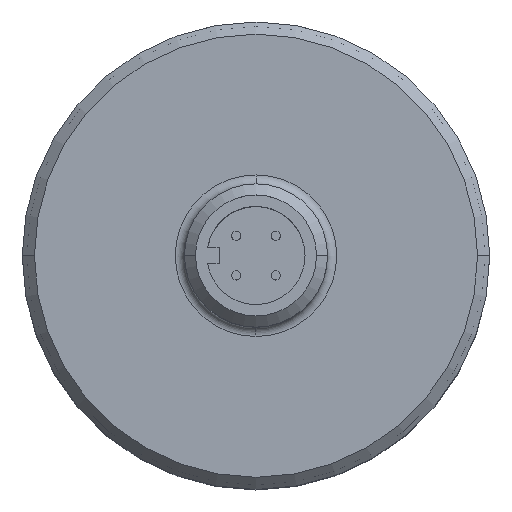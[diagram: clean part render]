
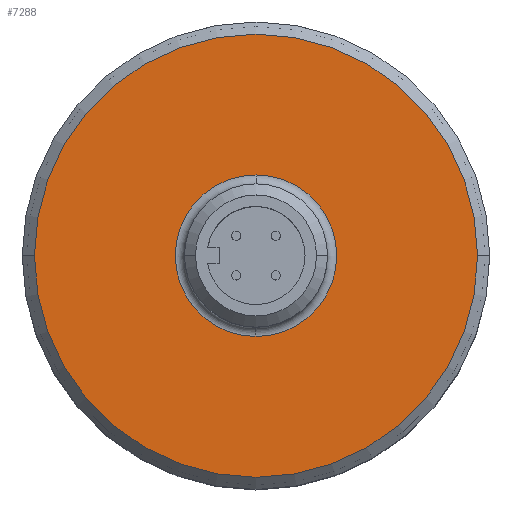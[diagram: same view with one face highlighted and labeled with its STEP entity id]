
A CAD part, top view. The second image highlights one B-rep face of the part: STEP entity #7288.
In plain terms, the highlighted planar face has unit normal (0, 0, 1).
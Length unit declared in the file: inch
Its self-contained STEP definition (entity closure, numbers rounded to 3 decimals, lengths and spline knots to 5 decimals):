
#166=CARTESIAN_POINT('',(0.,0.,9.874));
#167=DIRECTION('',(0.,0.,-1.));
#168=DIRECTION('',(1.,0.,0.));
#169=AXIS2_PLACEMENT_3D('',#166,#167,#168);
#171=CARTESIAN_POINT('',(0.,0.,9.874));
#172=DIRECTION('',(0.,0.,-1.));
#173=DIRECTION('',(-1.,0.,0.));
#174=AXIS2_PLACEMENT_3D('',#171,#172,#173);
#176=CARTESIAN_POINT('',(0.,0.,9.874));
#177=DIRECTION('',(0.,0.,1.));
#178=DIRECTION('',(0.,-1.,0.));
#179=AXIS2_PLACEMENT_3D('',#176,#177,#178);
#181=CARTESIAN_POINT('',(0.,0.,9.874));
#182=DIRECTION('',(0.,0.,1.));
#183=DIRECTION('',(0.,1.,0.));
#184=AXIS2_PLACEMENT_3D('',#181,#182,#183);
#6764=CARTESIAN_POINT('',(0.,-0.265,9.874));
#6765=CARTESIAN_POINT('',(0.,0.265,9.874));
#6766=VERTEX_POINT('',#6764);
#6767=VERTEX_POINT('',#6765);
#6776=CARTESIAN_POINT('',(0.727,0.,9.874));
#6777=CARTESIAN_POINT('',(-0.727,0.,9.874));
#6778=VERTEX_POINT('',#6776);
#6779=VERTEX_POINT('',#6777);
#7272=CARTESIAN_POINT('',(0.,0.,9.874));
#7273=DIRECTION('',(0.,0.,-1.));
#7274=DIRECTION('',(0.,1.,0.));
#7275=AXIS2_PLACEMENT_3D('',#7272,#7273,#7274);
#7276=PLANE('',#7275);
#7278=ORIENTED_EDGE('',*,*,#7277,.T.);
#7280=ORIENTED_EDGE('',*,*,#7279,.T.);
#7281=EDGE_LOOP('',(#7278,#7280));
#7282=FACE_OUTER_BOUND('',#7281,.F.);
#7284=ORIENTED_EDGE('',*,*,#7283,.T.);
#7285=ORIENTED_EDGE('',*,*,#7262,.T.);
#7286=EDGE_LOOP('',(#7284,#7285));
#7287=FACE_BOUND('',#7286,.F.);
#7288=ADVANCED_FACE('',(#7282,#7287),#7276,.F.);
#170=CIRCLE('',#169,0.727);
#175=CIRCLE('',#174,0.727);
#180=CIRCLE('',#179,0.265);
#185=CIRCLE('',#184,0.265);
#7262=EDGE_CURVE('',#6767,#6766,#185,.T.);
#7277=EDGE_CURVE('',#6778,#6779,#170,.T.);
#7279=EDGE_CURVE('',#6779,#6778,#175,.T.);
#7283=EDGE_CURVE('',#6766,#6767,#180,.T.);
